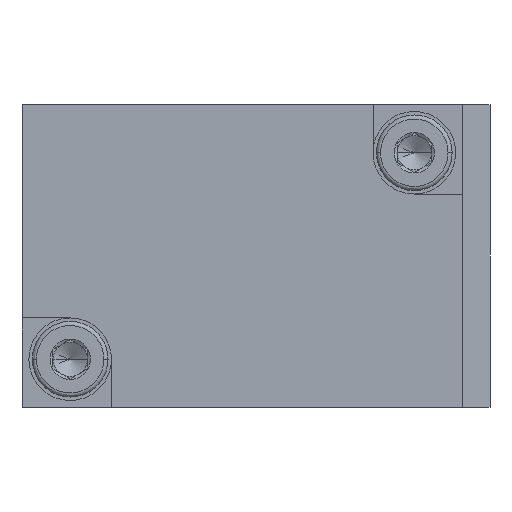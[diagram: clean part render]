
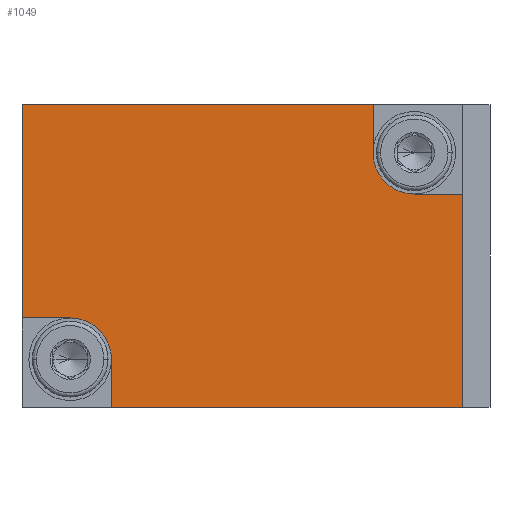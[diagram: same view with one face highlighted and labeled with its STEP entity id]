
A CAD part, front view. The second image highlights one B-rep face of the part: STEP entity #1049.
In plain terms, the highlighted planar face has unit normal (0, -1, 0).
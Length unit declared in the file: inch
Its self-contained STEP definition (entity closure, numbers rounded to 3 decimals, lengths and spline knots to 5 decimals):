
#11 = LINE ( 'NONE', #3013, #3923 ) ;
#14 = ORIENTED_EDGE ( 'NONE', *, *, #276, .T. ) ;
#126 = ORIENTED_EDGE ( 'NONE', *, *, #3853, .F. ) ;
#242 = ORIENTED_EDGE ( 'NONE', *, *, #2778, .T. ) ;
#276 = EDGE_CURVE ( 'NONE', #3295, #752, #4693, .T. ) ;
#282 = DIRECTION ( 'NONE',  ( 0., -1., 0. ) ) ;
#315 = EDGE_CURVE ( 'NONE', #3295, #3018, #404, .T. ) ;
#347 = ORIENTED_EDGE ( 'NONE', *, *, #401, .F. ) ;
#401 = EDGE_CURVE ( 'NONE', #4376, #2773, #1707, .T. ) ;
#403 = CARTESIAN_POINT ( 'NONE',  ( -0.62992, 0., -0.43307 ) ) ;
#404 = LINE ( 'NONE', #1633, #4171 ) ;
#752 = VERTEX_POINT ( 'NONE', #1050 ) ;
#765 = CIRCLE ( 'NONE', #4245, 0.11811 ) ;
#801 = DIRECTION ( 'NONE',  ( 0., 0., 1. ) ) ;
#833 = EDGE_CURVE ( 'NONE', #4309, #3650, #11, .T. ) ;
#855 = CARTESIAN_POINT ( 'NONE',  ( -0.62992, 0., 0.43307 ) ) ;
#905 = ORIENTED_EDGE ( 'NONE', *, *, #315, .F. ) ;
#1049 = ADVANCED_FACE ( 'NONE', ( #2784 ), #3618, .F. ) ;
#1050 = CARTESIAN_POINT ( 'NONE',  ( -0.62992, 0., 0.43307 ) ) ;
#1103 = CARTESIAN_POINT ( 'NONE',  ( 0.62992, 0., 0.17717 ) ) ;
#1107 = EDGE_LOOP ( 'NONE', ( #126, #905, #14, #242, #4317, #1135, #347, #3224, #2571, #3432 ) ) ;
#1135 = ORIENTED_EDGE ( 'NONE', *, *, #4349, .F. ) ;
#1195 = CARTESIAN_POINT ( 'NONE',  ( 0.62992, 0., -0.43307 ) ) ;
#1291 = DIRECTION ( 'NONE',  ( 0., 1., 0. ) ) ;
#1388 = CARTESIAN_POINT ( 'NONE',  ( -0.49213, 0., -0.17717 ) ) ;
#1428 = AXIS2_PLACEMENT_3D ( 'NONE', #3188, #1291, #4730 ) ;
#1469 = CARTESIAN_POINT ( 'NONE',  ( 0.37402, 0., 0.43307 ) ) ;
#1470 = DIRECTION ( 'NONE',  ( -1., 0., 0. ) ) ;
#1574 = CIRCLE ( 'NONE', #4152, 0.11811 ) ;
#1613 = DIRECTION ( 'NONE',  ( 0., 0., 1. ) ) ;
#1626 = EDGE_CURVE ( 'NONE', #2388, #1930, #3096, .T. ) ;
#1633 = CARTESIAN_POINT ( 'NONE',  ( 0.37402, 0., -0.43307 ) ) ;
#1669 = VECTOR ( 'NONE', #3929, 39.37008 ) ;
#1707 = LINE ( 'NONE', #3249, #2729 ) ;
#1930 = VERTEX_POINT ( 'NONE', #1103 ) ;
#2388 = VERTEX_POINT ( 'NONE', #1195 ) ;
#2499 = DIRECTION ( 'NONE',  ( 0., 0., 1. ) ) ;
#2512 = CARTESIAN_POINT ( 'NONE',  ( 0.62992, 0., 0.17717 ) ) ;
#2571 = ORIENTED_EDGE ( 'NONE', *, *, #1626, .T. ) ;
#2631 = CARTESIAN_POINT ( 'NONE',  ( 0.49213, 0., 0.17717 ) ) ;
#2653 = LINE ( 'NONE', #403, #3182 ) ;
#2729 = VECTOR ( 'NONE', #4461, 39.37008 ) ;
#2730 = CARTESIAN_POINT ( 'NONE',  ( -0.37402, 0., -0.29528 ) ) ;
#2773 = VERTEX_POINT ( 'NONE', #2730 ) ;
#2778 = EDGE_CURVE ( 'NONE', #752, #3650, #2653, .T. ) ;
#2784 = FACE_OUTER_BOUND ( 'NONE', #1107, .T. ) ;
#2978 = LINE ( 'NONE', #2512, #4566 ) ;
#3013 = CARTESIAN_POINT ( 'NONE',  ( -0.62992, 0., -0.17717 ) ) ;
#3018 = VERTEX_POINT ( 'NONE', #4816 ) ;
#3036 = CARTESIAN_POINT ( 'NONE',  ( -0.37402, 0., -0.43307 ) ) ;
#3096 = LINE ( 'NONE', #4233, #4255 ) ;
#3161 = DIRECTION ( 'NONE',  ( 1., 0., 0. ) ) ;
#3177 = DIRECTION ( 'NONE',  ( 0., 0., -1. ) ) ;
#3182 = VECTOR ( 'NONE', #4544, 39.37008 ) ;
#3188 = CARTESIAN_POINT ( 'NONE',  ( 0.62992, 0., -0.43307 ) ) ;
#3224 = ORIENTED_EDGE ( 'NONE', *, *, #3548, .T. ) ;
#3249 = CARTESIAN_POINT ( 'NONE',  ( -0.37402, 0., -0.43307 ) ) ;
#3295 = VERTEX_POINT ( 'NONE', #1469 ) ;
#3328 = CARTESIAN_POINT ( 'NONE',  ( -0.62992, 0., -0.17717 ) ) ;
#3432 = ORIENTED_EDGE ( 'NONE', *, *, #3943, .F. ) ;
#3540 = CARTESIAN_POINT ( 'NONE',  ( 0.62992, 0., -0.43307 ) ) ;
#3548 = EDGE_CURVE ( 'NONE', #4376, #2388, #3564, .T. ) ;
#3558 = CARTESIAN_POINT ( 'NONE',  ( 0.49213, 0., 0.29528 ) ) ;
#3564 = LINE ( 'NONE', #3540, #3983 ) ;
#3582 = DIRECTION ( 'NONE',  ( 0., -1., 0. ) ) ;
#3618 = PLANE ( 'NONE',  #1428 ) ;
#3650 = VERTEX_POINT ( 'NONE', #3328 ) ;
#3734 = CARTESIAN_POINT ( 'NONE',  ( -0.49213, 0., -0.29528 ) ) ;
#3853 = EDGE_CURVE ( 'NONE', #3018, #4366, #1574, .T. ) ;
#3923 = VECTOR ( 'NONE', #1470, 39.37008 ) ;
#3929 = DIRECTION ( 'NONE',  ( -1., 0., 0. ) ) ;
#3943 = EDGE_CURVE ( 'NONE', #4366, #1930, #2978, .T. ) ;
#3983 = VECTOR ( 'NONE', #3161, 39.37008 ) ;
#4082 = DIRECTION ( 'NONE',  ( 1., 0., 0. ) ) ;
#4152 = AXIS2_PLACEMENT_3D ( 'NONE', #3558, #3582, #1613 ) ;
#4171 = VECTOR ( 'NONE', #3177, 39.37008 ) ;
#4233 = CARTESIAN_POINT ( 'NONE',  ( 0.62992, 0., 0.43307 ) ) ;
#4245 = AXIS2_PLACEMENT_3D ( 'NONE', #3734, #282, #2499 ) ;
#4255 = VECTOR ( 'NONE', #801, 39.37008 ) ;
#4309 = VERTEX_POINT ( 'NONE', #1388 ) ;
#4317 = ORIENTED_EDGE ( 'NONE', *, *, #833, .F. ) ;
#4349 = EDGE_CURVE ( 'NONE', #2773, #4309, #765, .T. ) ;
#4366 = VERTEX_POINT ( 'NONE', #2631 ) ;
#4376 = VERTEX_POINT ( 'NONE', #3036 ) ;
#4461 = DIRECTION ( 'NONE',  ( 0., 0., 1. ) ) ;
#4544 = DIRECTION ( 'NONE',  ( 0., 0., -1. ) ) ;
#4566 = VECTOR ( 'NONE', #4082, 39.37008 ) ;
#4693 = LINE ( 'NONE', #855, #1669 ) ;
#4730 = DIRECTION ( 'NONE',  ( 0., 0., -1. ) ) ;
#4816 = CARTESIAN_POINT ( 'NONE',  ( 0.37402, 0., 0.29528 ) ) ;
